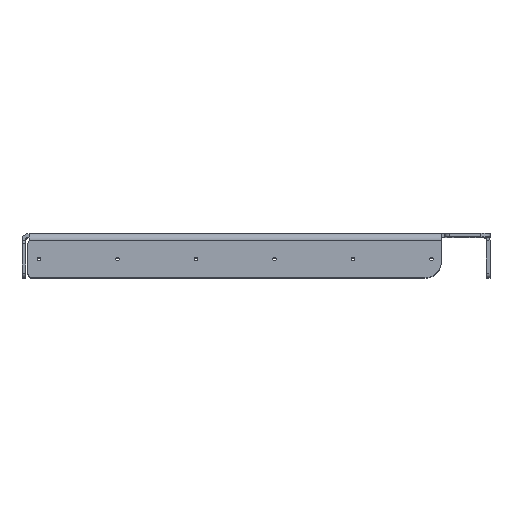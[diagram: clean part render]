
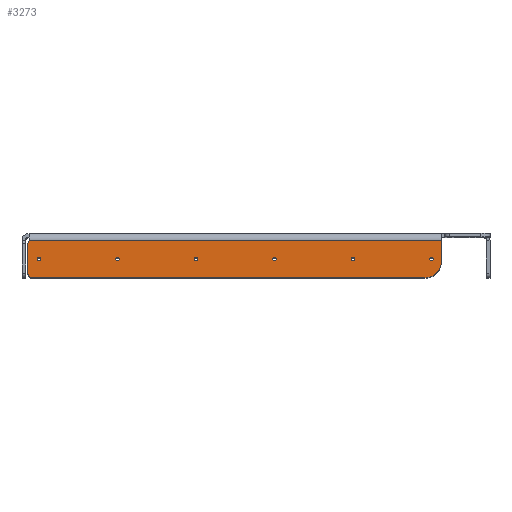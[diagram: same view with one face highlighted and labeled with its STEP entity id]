
A CAD part, top view. The second image highlights one B-rep face of the part: STEP entity #3273.
In plain terms, the highlighted planar face has unit normal (0, 0, 1).
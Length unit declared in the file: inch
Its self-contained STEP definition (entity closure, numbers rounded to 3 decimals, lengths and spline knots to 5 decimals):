
#234=FACE_BOUND('',#861,.T.);
#235=FACE_BOUND('',#862,.T.);
#236=FACE_BOUND('',#863,.T.);
#237=FACE_BOUND('',#864,.T.);
#238=FACE_BOUND('',#865,.T.);
#239=FACE_BOUND('',#866,.T.);
#292=PLANE('',#3675);
#465=FACE_OUTER_BOUND('',#860,.T.);
#860=EDGE_LOOP('',(#2905,#2906,#2907,#2908,#2909,#2910,#2911));
#861=EDGE_LOOP('',(#2912));
#862=EDGE_LOOP('',(#2913));
#863=EDGE_LOOP('',(#2914));
#864=EDGE_LOOP('',(#2915));
#865=EDGE_LOOP('',(#2916));
#866=EDGE_LOOP('',(#2917));
#1006=LINE('',#5266,#1184);
#1040=LINE('',#5475,#1218);
#1060=LINE('',#5536,#1238);
#1062=LINE('',#5545,#1240);
#1184=VECTOR('',#4220,1.06637);
#1218=VECTOR('',#4520,0.73425);
#1238=VECTOR('',#4614,14.68701);
#1240=VECTOR('',#4630,13.97559);
#1413=CIRCLE('',#3486,0.15748);
#1423=CIRCLE('',#3499,0.15748);
#1444=CIRCLE('',#3588,0.065);
#1446=CIRCLE('',#3592,0.065);
#1448=CIRCLE('',#3596,0.065);
#1450=CIRCLE('',#3600,0.065);
#1452=CIRCLE('',#3604,0.065);
#1454=CIRCLE('',#3608,0.065);
#1455=CIRCLE('',#3629,0.59055);
#1723=VERTEX_POINT('',#5232);
#1724=VERTEX_POINT('',#5233);
#1738=VERTEX_POINT('',#5265);
#1739=VERTEX_POINT('',#5269);
#1767=VERTEX_POINT('',#5407);
#1769=VERTEX_POINT('',#5413);
#1771=VERTEX_POINT('',#5419);
#1773=VERTEX_POINT('',#5425);
#1775=VERTEX_POINT('',#5431);
#1777=VERTEX_POINT('',#5437);
#1778=VERTEX_POINT('',#5467);
#1779=VERTEX_POINT('',#5468);
#1780=VERTEX_POINT('',#5473);
#2056=EDGE_CURVE('',#1723,#1724,#1413,.T.);
#2072=EDGE_CURVE('',#1724,#1738,#1006,.T.);
#2074=EDGE_CURVE('',#1738,#1739,#1423,.T.);
#2116=EDGE_CURVE('',#1767,#1767,#1444,.T.);
#2118=EDGE_CURVE('',#1769,#1769,#1446,.T.);
#2120=EDGE_CURVE('',#1771,#1771,#1448,.T.);
#2122=EDGE_CURVE('',#1773,#1773,#1450,.T.);
#2124=EDGE_CURVE('',#1775,#1775,#1452,.T.);
#2126=EDGE_CURVE('',#1777,#1777,#1454,.T.);
#2135=EDGE_CURVE('',#1778,#1779,#1455,.T.);
#2139=EDGE_CURVE('',#1780,#1778,#1040,.T.);
#2172=EDGE_CURVE('',#1780,#1739,#1060,.T.);
#2178=EDGE_CURVE('',#1779,#1723,#1062,.T.);
#2905=ORIENTED_EDGE('',*,*,#2056,.F.);
#2906=ORIENTED_EDGE('',*,*,#2178,.F.);
#2907=ORIENTED_EDGE('',*,*,#2135,.F.);
#2908=ORIENTED_EDGE('',*,*,#2139,.F.);
#2909=ORIENTED_EDGE('',*,*,#2172,.T.);
#2910=ORIENTED_EDGE('',*,*,#2074,.F.);
#2911=ORIENTED_EDGE('',*,*,#2072,.F.);
#2912=ORIENTED_EDGE('',*,*,#2116,.T.);
#2913=ORIENTED_EDGE('',*,*,#2118,.T.);
#2914=ORIENTED_EDGE('',*,*,#2120,.T.);
#2915=ORIENTED_EDGE('',*,*,#2122,.T.);
#2916=ORIENTED_EDGE('',*,*,#2124,.T.);
#2917=ORIENTED_EDGE('',*,*,#2126,.T.);
#3273=ADVANCED_FACE('',(#465,#234,#235,#236,#237,#238,#239),#292,.T.);
#3486=AXIS2_PLACEMENT_3D('',#5234,#4190,#4191);
#3499=AXIS2_PLACEMENT_3D('',#5270,#4224,#4225);
#3588=AXIS2_PLACEMENT_3D('',#5408,#4423,#4424);
#3592=AXIS2_PLACEMENT_3D('',#5414,#4431,#4432);
#3596=AXIS2_PLACEMENT_3D('',#5420,#4439,#4440);
#3600=AXIS2_PLACEMENT_3D('',#5426,#4447,#4448);
#3604=AXIS2_PLACEMENT_3D('',#5432,#4455,#4456);
#3608=AXIS2_PLACEMENT_3D('',#5438,#4463,#4464);
#3629=AXIS2_PLACEMENT_3D('',#5469,#4513,#4514);
#3675=AXIS2_PLACEMENT_3D('',#5546,#4631,#4632);
#4190=DIRECTION('center_axis',(0.,0.,
-1.));
#4191=DIRECTION('ref_axis',(-0.707,-0.707,0.));
#4220=DIRECTION('',(0.,1.,0.));
#4224=DIRECTION('center_axis',(0.,0.,
-1.));
#4225=DIRECTION('ref_axis',(-0.768,0.641,0.));
#4423=DIRECTION('center_axis',(0.,0.,
-1.));
#4424=DIRECTION('ref_axis',(0.,1.,0.));
#4431=DIRECTION('center_axis',(0.,0.,
-1.));
#4432=DIRECTION('ref_axis',(0.,1.,0.));
#4439=DIRECTION('center_axis',(0.,0.,
-1.));
#4440=DIRECTION('ref_axis',(0.,1.,0.));
#4447=DIRECTION('center_axis',(0.,0.,
-1.));
#4448=DIRECTION('ref_axis',(0.,1.,0.));
#4455=DIRECTION('center_axis',(0.,0.,
-1.));
#4456=DIRECTION('ref_axis',(0.,1.,0.));
#4463=DIRECTION('center_axis',(0.,0.,
-1.));
#4464=DIRECTION('ref_axis',(0.,1.,0.));
#4513=DIRECTION('center_axis',(0.,0.,
-1.));
#4514=DIRECTION('ref_axis',(0.707,-0.707,0.));
#4520=DIRECTION('',(0.,-1.,0.));
#4614=DIRECTION('',(-1.,0.,0.));
#4630=DIRECTION('',(-1.,0.,0.));
#4631=DIRECTION('center_axis',(0.,0.,
1.));
#4632=DIRECTION('ref_axis',(0.,-1.,0.));
#5232=CARTESIAN_POINT('',(-5.87716,16.26673,8.6437));
#5233=CARTESIAN_POINT('',(-6.03464,16.42421,8.6437));
#5234=CARTESIAN_POINT('Origin',(-5.87716,16.42421,8.6437));
#5265=CARTESIAN_POINT('',(-6.03464,17.49059,8.6437));
#5266=CARTESIAN_POINT('',(-6.03464,17.59154,8.6437));
#5269=CARTESIAN_POINT('',(-5.99803,17.59154,8.6437));
#5270=CARTESIAN_POINT('Origin',(-5.87716,17.49059,8.6437));
#5407=CARTESIAN_POINT('',(5.54016,16.86413,8.6437));
#5408=CARTESIAN_POINT('Origin',(5.54016,16.92913,8.6437));
#5413=CARTESIAN_POINT('',(-0.05039,16.86413,8.6437));
#5414=CARTESIAN_POINT('Origin',(-0.05039,16.92913,8.6437));
#5419=CARTESIAN_POINT('',(-5.64094,16.86413,8.6437));
#5420=CARTESIAN_POINT('Origin',(-5.64094,16.92913,8.6437));
#5425=CARTESIAN_POINT('',(-2.84567,16.86413,8.6437));
#5426=CARTESIAN_POINT('Origin',(-2.84567,16.92913,8.6437));
#5431=CARTESIAN_POINT('',(2.74488,16.86413,8.6437));
#5432=CARTESIAN_POINT('Origin',(2.74488,16.92913,8.6437));
#5437=CARTESIAN_POINT('',(8.33544,16.86413,8.6437));
#5438=CARTESIAN_POINT('Origin',(8.33544,16.92913,8.6437));
#5467=CARTESIAN_POINT('',(8.68898,16.85728,8.6437));
#5468=CARTESIAN_POINT('',(8.09843,16.26673,8.6437));
#5469=CARTESIAN_POINT('Origin',(8.09843,16.85728,8.6437));
#5473=CARTESIAN_POINT('',(8.68898,17.59154,8.6437));
#5475=CARTESIAN_POINT('',(8.68898,17.59154,8.6437));
#5536=CARTESIAN_POINT('',(1.33648,17.59154,8.6437));
#5545=CARTESIAN_POINT('',(8.68898,16.26673,8.6437));
#5546=CARTESIAN_POINT('Origin',(1.32748,17.07019,8.6437));
